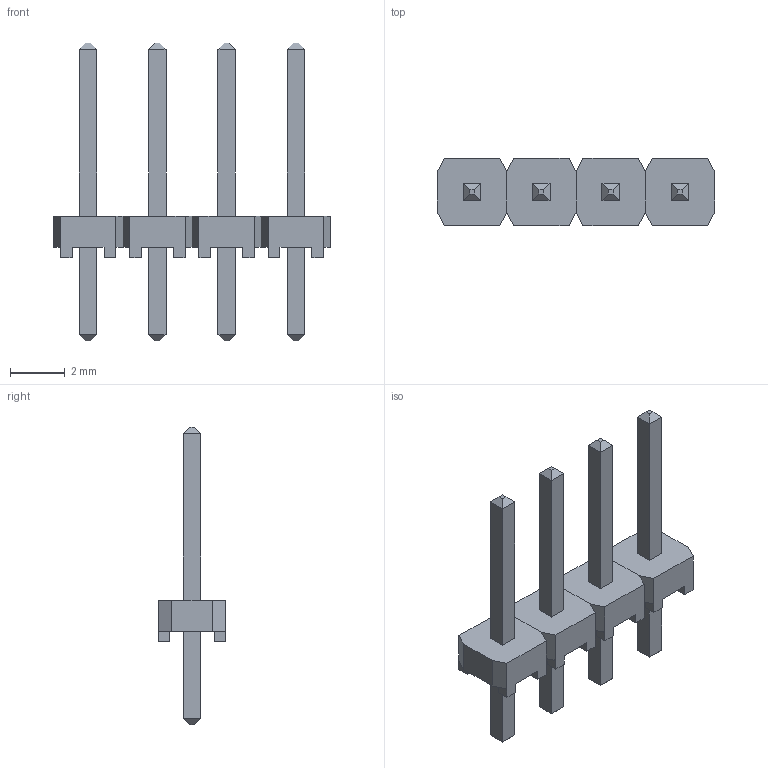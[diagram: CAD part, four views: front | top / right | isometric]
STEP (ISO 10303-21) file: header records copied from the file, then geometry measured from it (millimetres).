
FILE_DESCRIPTION((''),'2;1');
FILE_NAME('SAMTEC_MTLW-104-07-L-S-250.stp','2012-12-13T13:40:58',(''),(''),'Mechanical Desktop 2011','Mechanical Desktop 2011',', , ');
FILE_SCHEMA(('AUTOMOTIVE_DESIGN { 1 2 10303 214 1 1 1 1 }'));
Length unit declared in the file: millimetre
Products named in the file (1): Product
Bounding box: 10.16 x 2.49 x 10.92 mm (x, y, z)
Volume: 44.2 mm3; surface area: 203.9 mm2
Topology: 12 solids, 12 shells, 184 faces, 432 edges, 272 vertices
Faces by surface type: bspline 92, plane 92
Entity records: 5140 total; most frequent: CARTESIAN_POINT 1165, ORIENTED_EDGE 864, DIRECTION 618, VECTOR 432, LINE 432, EDGE_CURVE 432, VERTEX_POINT 272, EDGE_LOOP 184
